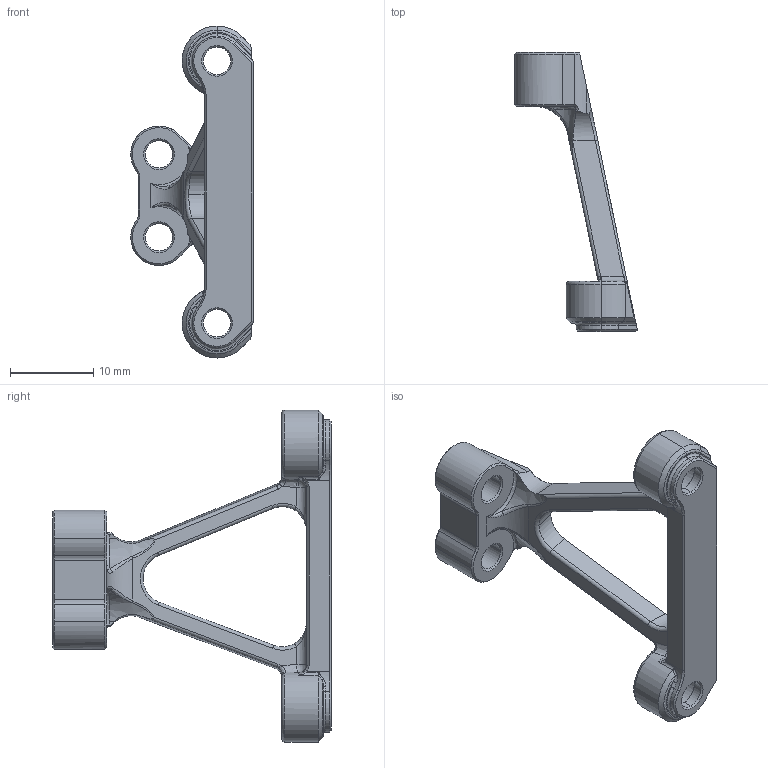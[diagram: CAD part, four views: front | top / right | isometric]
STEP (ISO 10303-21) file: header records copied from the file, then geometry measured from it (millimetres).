
FILE_DESCRIPTION (( 'STEP AP214' ), '1' );
FILE_NAME ('Brace for Probe Mount^K3 Sherpa Mini Toolhead(Default).STEP', '2024-08-13T08:07:32', ( '' ), ( '' ), 'SwSTEP 2.0', 'SolidWorks 2024', '' );
FILE_SCHEMA (( 'AUTOMOTIVE_DESIGN' ));
Length unit declared in the file: millimetre
Products named in the file (1): Brace for Probe Mount^K3 Sherpa Mini Toolhead(Default)
Bounding box: 14.77 x 33.6 x 40 mm (x, y, z)
Volume: 1992.5 mm3; surface area: 2101.5 mm2
Topology: 1 solids, 1 shells, 215 faces, 526 edges, 306 vertices
Faces by surface type: cylinder 53, cone 52, plane 48, bspline 43, torus 16, sphere 3
Entity records: 8190 total; most frequent: CARTESIAN_POINT 3491, ORIENTED_EDGE 1036, DIRECTION 909, EDGE_CURVE 518, AXIS2_PLACEMENT_3D 358, VERTEX_POINT 306, EDGE_LOOP 226, ADVANCED_FACE 215
